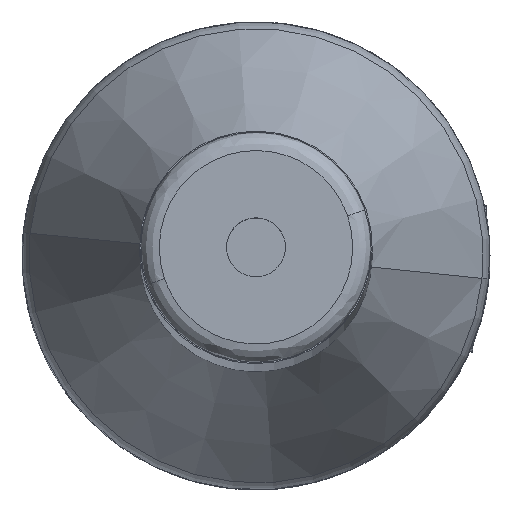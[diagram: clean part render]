
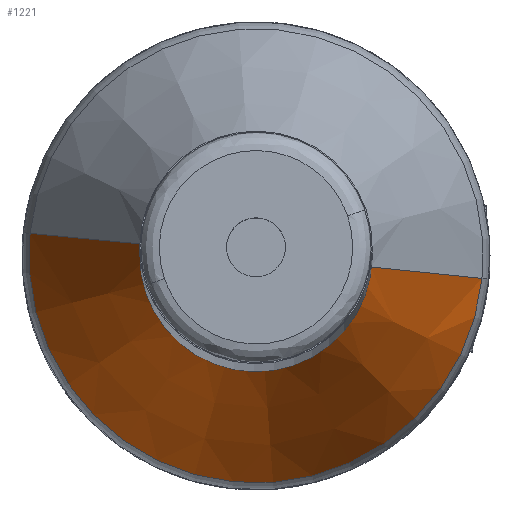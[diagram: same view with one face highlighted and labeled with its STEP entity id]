
A CAD part, top view. The second image highlights one B-rep face of the part: STEP entity #1221.
In plain terms, the highlighted conical face has half-angle 25 degrees and reference radius 3 mm.
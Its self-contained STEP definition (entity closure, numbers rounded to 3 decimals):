
#343 = VERTEX_POINT ( 'NONE', #2040 ) ;
#390 = ORIENTED_EDGE ( 'NONE', *, *, #403, .F. ) ;
#403 = EDGE_CURVE ( 'NONE', #3467, #7624, #6487, .T. ) ;
#1166 = EDGE_CURVE ( 'NONE', #8438, #7624, #7911, .T. ) ;
#1221 = ADVANCED_FACE ( 'NONE', ( #1898 ), #8581, .T. ) ;
#1499 = DIRECTION ( 'NONE',  ( -1., 0., 0. ) ) ;
#1519 = EDGE_LOOP ( 'NONE', ( #390, #6309, #5154, #3117 ) ) ;
#1862 = CARTESIAN_POINT ( 'NONE',  ( 3.135, 0., 7.211 ) ) ;
#1898 = FACE_OUTER_BOUND ( 'NONE', #1519, .T. ) ;
#2040 = CARTESIAN_POINT ( 'NONE',  ( -3.135, 0., 7.211 ) ) ;
#2281 = AXIS2_PLACEMENT_3D ( 'NONE', #2856, #8972, #5473 ) ;
#2856 = CARTESIAN_POINT ( 'NONE',  ( 0., 0., 0.718 ) ) ;
#3117 = ORIENTED_EDGE ( 'NONE', *, *, #1166, .T. ) ;
#3189 = DIRECTION ( 'NONE',  ( -0.423, 0., -0.906 ) ) ;
#3255 = CARTESIAN_POINT ( 'NONE',  ( -3., 0., 7.5 ) ) ;
#3467 = VERTEX_POINT ( 'NONE', #1862 ) ;
#4218 = LINE ( 'NONE', #3255, #10920 ) ;
#4549 = EDGE_CURVE ( 'NONE', #343, #8438, #4218, .T. ) ;
#5125 = DIRECTION ( 'NONE',  ( 0., 0., -1. ) ) ;
#5154 = ORIENTED_EDGE ( 'NONE', *, *, #4549, .T. ) ;
#5473 = DIRECTION ( 'NONE',  ( 1., 0., 0. ) ) ;
#6309 = ORIENTED_EDGE ( 'NONE', *, *, #10314, .T. ) ;
#6487 = LINE ( 'NONE', #9133, #10562 ) ;
#6489 = CARTESIAN_POINT ( 'NONE',  ( 0., 0., 7.5 ) ) ;
#7593 = AXIS2_PLACEMENT_3D ( 'NONE', #11121, #5125, #1499 ) ;
#7624 = VERTEX_POINT ( 'NONE', #9209 ) ;
#7911 = CIRCLE ( 'NONE', #2281, 6.163 ) ;
#8293 = DIRECTION ( 'NONE',  ( -1., 0., 0. ) ) ;
#8438 = VERTEX_POINT ( 'NONE', #10199 ) ;
#8494 = AXIS2_PLACEMENT_3D ( 'NONE', #6489, #9997, #8293 ) ;
#8581 = CONICAL_SURFACE ( 'NONE', #8494, 3., 0.436 ) ;
#8972 = DIRECTION ( 'NONE',  ( 0., 0., 1. ) ) ;
#9133 = CARTESIAN_POINT ( 'NONE',  ( 3., 0., 7.5 ) ) ;
#9209 = CARTESIAN_POINT ( 'NONE',  ( 6.163, 0., 0.718 ) ) ;
#9997 = DIRECTION ( 'NONE',  ( 0., 0., -1. ) ) ;
#10199 = CARTESIAN_POINT ( 'NONE',  ( -6.163, 0., 0.718 ) ) ;
#10314 = EDGE_CURVE ( 'NONE', #3467, #343, #10969, .T. ) ;
#10562 = VECTOR ( 'NONE', #11018, 1000. ) ;
#10920 = VECTOR ( 'NONE', #3189, 1000. ) ;
#10969 = CIRCLE ( 'NONE', #7593, 3.135 ) ;
#11018 = DIRECTION ( 'NONE',  ( 0.423, 0., -0.906 ) ) ;
#11121 = CARTESIAN_POINT ( 'NONE',  ( 0., 0., 7.211 ) ) ;
